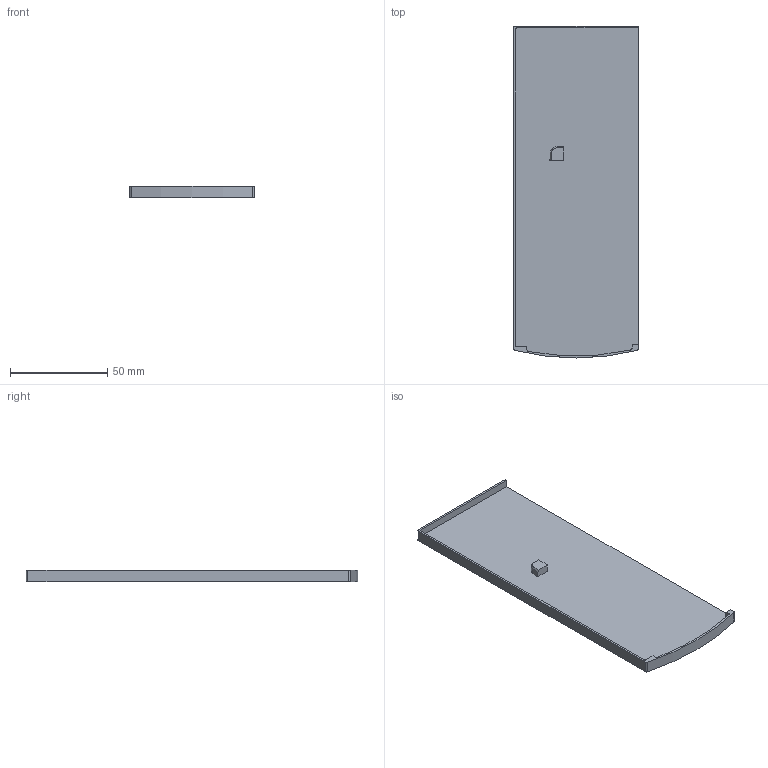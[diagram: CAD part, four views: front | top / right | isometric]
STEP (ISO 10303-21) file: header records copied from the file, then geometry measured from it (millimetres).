
FILE_DESCRIPTION (( 'STEP AP214' ), '1' );
FILE_NAME ('AL_0034-011-LIGHT-S-E.STEP', '2024-01-09T10:35:56', ( '' ), ( '' ), 'SwSTEP 2.0', 'SolidWorks 2019', '' );
FILE_SCHEMA (( 'AUTOMOTIVE_DESIGN' ));
Length unit declared in the file: millimetre
Products named in the file (1): AL_0034-011-LIGHT-S-E
Bounding box: 64 x 170.5 x 6 mm (x, y, z)
Volume: 23078.7 mm3; surface area: 25042.7 mm2
Topology: 1 solids, 1 shells, 31 faces, 81 edges, 53 vertices
Faces by surface type: plane 19, cylinder 11, cone 1
Entity records: 988 total; most frequent: DIRECTION 168, CARTESIAN_POINT 166, ORIENTED_EDGE 162, EDGE_CURVE 81, LINE 58, VECTOR 58, AXIS2_PLACEMENT_3D 55, VERTEX_POINT 53
